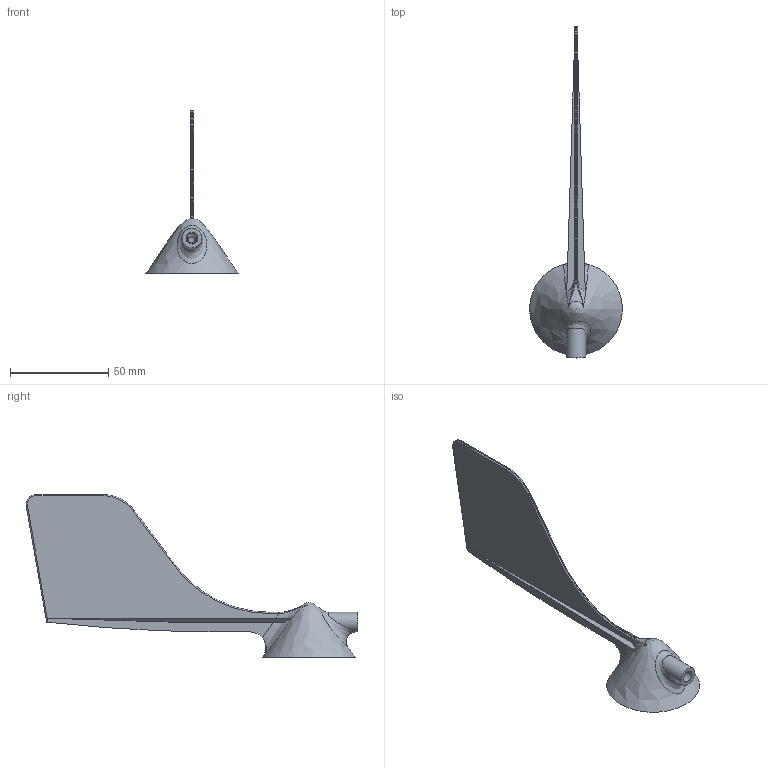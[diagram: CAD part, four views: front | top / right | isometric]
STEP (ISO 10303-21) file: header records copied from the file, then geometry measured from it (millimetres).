
FILE_DESCRIPTION(/* description */ ('STEP AP242','CAx-IF Rec.Pracs.---Representation and Presentation of Product Manufacturing Information (PMI)---4.0---2014-10-13','CAx-IF Rec.Pracs.---3D Tessellated Geometry---0.4---2014-09-14','2;1'),/* implementation_level */ '2;1');
FILE_NAME(/* name */ '68d7c81f0fc1e4b58972a189',/* time_stamp */ '2025-09-27T11:18:56Z',/* author */ (''),/* organization */ (''),/* preprocessor_version */ 'ST-DEVELOPER v20',/* originating_system */ 'ONSHAPE BY PTC INC, 1.204',/* authorisation */ ' ');
FILE_SCHEMA (('AP242_MANAGED_MODEL_BASED_3D_ENGINEERING_MIM_LF { 1 0 10303 442 1 1 4 }'));
Length unit declared in the file: metre
Products named in the file (1): Vane
Bounding box: 47.25 x 169.04 x 83 mm (x, y, z)
Volume: 21674.1 mm3; surface area: 18306.4 mm2
Topology: 1 solids, 1 shells, 60 faces, 142 edges, 86 vertices
Faces by surface type: plane 22, cylinder 18, bspline 9, torus 8, cone 3
Full cylindrical faces by diameter (mm): 3.3 x1, 5 x2, 6 x1, 10 x1, 10.5 x1
Entity records: 2230 total; most frequent: CARTESIAN_POINT 941, ORIENTED_EDGE 256, DIRECTION 252, EDGE_CURVE 128, AXIS2_PLACEMENT_3D 105, VERTEX_POINT 85, FACE_BOUND 77, EDGE_LOOP 76
